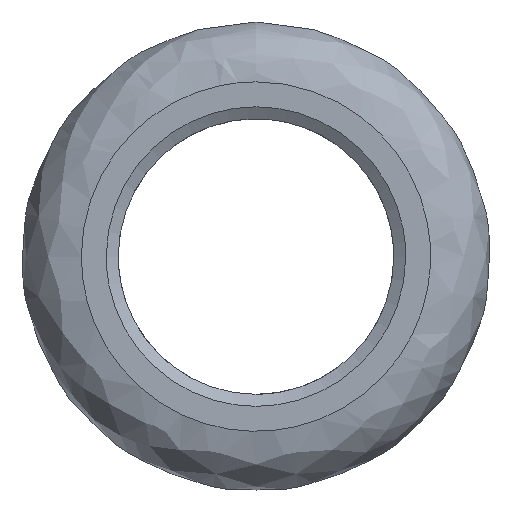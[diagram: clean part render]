
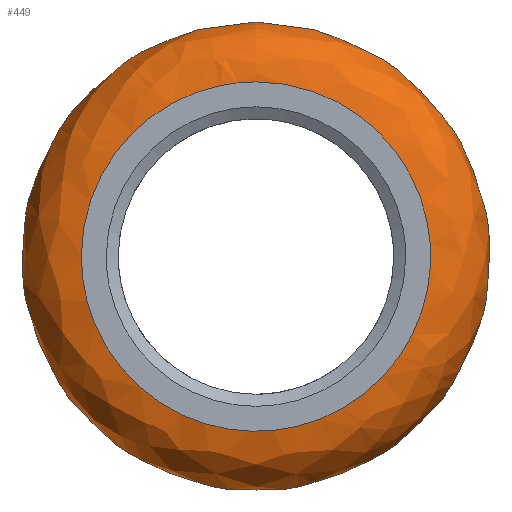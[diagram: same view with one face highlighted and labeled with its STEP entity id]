
A CAD part, left-side view. The second image highlights one B-rep face of the part: STEP entity #449.
In plain terms, the highlighted free-form (B-spline) face has degree [2, 2] with [5, 9] control points.
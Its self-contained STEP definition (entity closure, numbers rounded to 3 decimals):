
#403 = EDGE_CURVE('',#404,#406,#408,.T.);
#404 = VERTEX_POINT('',#405);
#405 = CARTESIAN_POINT('',(0.,8.75,0.));
#406 = VERTEX_POINT('',#407);
#407 = CARTESIAN_POINT('',(0.,0.,8.75));
#408 = ( BOUNDED_CURVE() B_SPLINE_CURVE(2,(#409,#410,#411),
.UNSPECIFIED.,.F.,.F.) B_SPLINE_CURVE_WITH_KNOTS((3,3),(0.,
1.571),.PIECEWISE_BEZIER_KNOTS.) CURVE() 
GEOMETRIC_REPRESENTATION_ITEM() RATIONAL_B_SPLINE_CURVE((1.,
0.707,1.)) REPRESENTATION_ITEM('') );
#409 = CARTESIAN_POINT('',(0.,8.75,0.));
#410 = CARTESIAN_POINT('',(0.,8.75,8.75));
#411 = CARTESIAN_POINT('',(0.,0.,8.75));
#413 = EDGE_CURVE('',#406,#404,#414,.T.);
#414 = ( BOUNDED_CURVE() B_SPLINE_CURVE(2,(#415,#416,#417,#418,#419,#420
,#421),.UNSPECIFIED.,.F.,.F.) B_SPLINE_CURVE_WITH_KNOTS((3,2,2,3),(
    1.571,3.142,4.712,6.283),
.UNSPECIFIED.) CURVE() GEOMETRIC_REPRESENTATION_ITEM() 
RATIONAL_B_SPLINE_CURVE((1.,0.707,1.,0.707,1.,
0.707,1.)) REPRESENTATION_ITEM('') );
#415 = CARTESIAN_POINT('',(0.,0.,8.75));
#416 = CARTESIAN_POINT('',(0.,-8.75,8.75));
#417 = CARTESIAN_POINT('',(0.,-8.75,0.));
#418 = CARTESIAN_POINT('',(0.,-8.75,-8.75));
#419 = CARTESIAN_POINT('',(0.,0.,-8.75));
#420 = CARTESIAN_POINT('',(0.,8.75,-8.75));
#421 = CARTESIAN_POINT('',(0.,8.75,0.));
#449 = ADVANCED_FACE('',(#450),#489,.T.);
#450 = FACE_BOUND('',#451,.T.);
#451 = EDGE_LOOP('',(#452,#462,#472,#478,#486,#487,#488));
#452 = ORIENTED_EDGE('',*,*,#453,.F.);
#453 = EDGE_CURVE('',#454,#456,#458,.T.);
#454 = VERTEX_POINT('',#455);
#455 = CARTESIAN_POINT('',(5.121,10.871,0.));
#456 = VERTEX_POINT('',#457);
#457 = CARTESIAN_POINT('',(5.121,0.,10.871));
#458 = ( BOUNDED_CURVE() B_SPLINE_CURVE(2,(#459,#460,#461),
.UNSPECIFIED.,.F.,.F.) B_SPLINE_CURVE_WITH_KNOTS((3,3),(0.,
1.571),.PIECEWISE_BEZIER_KNOTS.) CURVE() 
GEOMETRIC_REPRESENTATION_ITEM() RATIONAL_B_SPLINE_CURVE((1.,
0.707,1.)) REPRESENTATION_ITEM('') );
#459 = CARTESIAN_POINT('',(5.121,10.871,0.));
#460 = CARTESIAN_POINT('',(5.121,10.871,10.871)
  );
#461 = CARTESIAN_POINT('',(5.121,0.,
    10.871));
#462 = ORIENTED_EDGE('',*,*,#463,.F.);
#463 = EDGE_CURVE('',#464,#454,#466,.T.);
#464 = VERTEX_POINT('',#465);
#465 = CARTESIAN_POINT('',(5.121,-10.871,0.));
#466 = ( BOUNDED_CURVE() B_SPLINE_CURVE(2,(#467,#468,#469,#470,#471),
.UNSPECIFIED.,.F.,.F.) B_SPLINE_CURVE_WITH_KNOTS((3,2,3),(3.142,
4.712,6.283),.PIECEWISE_BEZIER_KNOTS.) CURVE() 
GEOMETRIC_REPRESENTATION_ITEM() RATIONAL_B_SPLINE_CURVE((1.,
0.707,1.,0.707,1.)) REPRESENTATION_ITEM('') );
#467 = CARTESIAN_POINT('',(5.121,-10.871,
    0.));
#468 = CARTESIAN_POINT('',(5.121,-10.871,-10.871
    ));
#469 = CARTESIAN_POINT('',(5.121,0.,
    -10.871));
#470 = CARTESIAN_POINT('',(5.121,10.871,-10.871)
  );
#471 = CARTESIAN_POINT('',(5.121,10.871,
    0.));
#472 = ORIENTED_EDGE('',*,*,#473,.F.);
#473 = EDGE_CURVE('',#456,#464,#474,.T.);
#474 = ( BOUNDED_CURVE() B_SPLINE_CURVE(2,(#475,#476,#477),
.UNSPECIFIED.,.F.,.F.) B_SPLINE_CURVE_WITH_KNOTS((3,3),(1.571,
3.142),.PIECEWISE_BEZIER_KNOTS.) CURVE() 
GEOMETRIC_REPRESENTATION_ITEM() RATIONAL_B_SPLINE_CURVE((1.,
0.707,1.)) REPRESENTATION_ITEM('') );
#475 = CARTESIAN_POINT('',(5.121,0.,
    10.871));
#476 = CARTESIAN_POINT('',(5.121,-10.871,10.871)
  );
#477 = CARTESIAN_POINT('',(5.121,-10.871,
    0.));
#478 = ORIENTED_EDGE('',*,*,#479,.T.);
#479 = EDGE_CURVE('',#456,#406,#480,.T.);
#480 = ( BOUNDED_CURVE() B_SPLINE_CURVE(2,(#481,#482,#483,#484,#485),
.UNSPECIFIED.,.F.,.F.) B_SPLINE_CURVE_WITH_KNOTS((3,2,3),(
-0.785,0.393,1.571),.UNSPECIFIED.) CURVE() 
GEOMETRIC_REPRESENTATION_ITEM() RATIONAL_B_SPLINE_CURVE((1.,
0.831,1.,0.831,1.)) REPRESENTATION_ITEM('') );
#481 = CARTESIAN_POINT('',(5.121,0.,10.871));
#482 = CARTESIAN_POINT('',(3.704,0.,12.289));
#483 = CARTESIAN_POINT('',(1.852,0.,11.522));
#484 = CARTESIAN_POINT('',(0.,0.,10.755));
#485 = CARTESIAN_POINT('',(0.,0.,8.75));
#486 = ORIENTED_EDGE('',*,*,#413,.T.);
#487 = ORIENTED_EDGE('',*,*,#403,.T.);
#488 = ORIENTED_EDGE('',*,*,#479,.F.);
#489 = ( BOUNDED_SURFACE() B_SPLINE_SURFACE(2,2,(
    (#490,#491,#492,#493,#494,#495,#496,#497,#498)
    ,(#499,#500,#501,#502,#503,#504,#505,#506,#507)
    ,(#508,#509,#510,#511,#512,#513,#514,#515,#516)
    ,(#517,#518,#519,#520,#521,#522,#523,#524,#525)
    ,(#526,#527,#528,#529,#530,#531,#532,#533,#534
)),.UNSPECIFIED.,.F.,.T.,.F.) B_SPLINE_SURFACE_WITH_KNOTS((3,2,3),(1,2,2
    ,2,2,2,1),(-1.571,-0.393,0.785),(
    -4.712,-3.142,-1.571,0.,1.571,
    3.142,4.712),.UNSPECIFIED.) 
GEOMETRIC_REPRESENTATION_ITEM() RATIONAL_B_SPLINE_SURFACE((
    (1.,0.707,1.,0.707,1.,0.707,1.
      ,0.707,1.)
    ,(0.831,0.588,0.831,0.588
      ,0.831,0.588,0.831,0.588
      ,0.831)
    ,(1.,0.707,1.,0.707,1.,0.707,1.
      ,0.707,1.)
    ,(0.831,0.588,0.831,0.588
      ,0.831,0.588,0.831,0.588
      ,0.831)
    ,(1.,0.707,1.,0.707,1.,0.707,1.
,0.707,1.))) REPRESENTATION_ITEM('') SURFACE() );
#490 = CARTESIAN_POINT('',(5.121,0.,10.871));
#491 = CARTESIAN_POINT('',(5.121,-10.871,10.871)
  );
#492 = CARTESIAN_POINT('',(5.121,-10.871,0.));
#493 = CARTESIAN_POINT('',(5.121,-10.871,-10.871
    ));
#494 = CARTESIAN_POINT('',(5.121,0.,-10.871));
#495 = CARTESIAN_POINT('',(5.121,10.871,-10.871)
  );
#496 = CARTESIAN_POINT('',(5.121,10.871,0.));
#497 = CARTESIAN_POINT('',(5.121,10.871,10.871)
  );
#498 = CARTESIAN_POINT('',(5.121,0.,10.871));
#499 = CARTESIAN_POINT('',(3.704,0.,12.289));
#500 = CARTESIAN_POINT('',(3.704,-12.289,12.289
    ));
#501 = CARTESIAN_POINT('',(3.704,-12.289,0.));
#502 = CARTESIAN_POINT('',(3.704,-12.289,
    -12.289));
#503 = CARTESIAN_POINT('',(3.704,0.,-12.289));
#504 = CARTESIAN_POINT('',(3.704,12.289,-12.289
    ));
#505 = CARTESIAN_POINT('',(3.704,12.289,0.));
#506 = CARTESIAN_POINT('',(3.704,12.289,12.289)
  );
#507 = CARTESIAN_POINT('',(3.704,0.,12.289));
#508 = CARTESIAN_POINT('',(1.852,0.,11.522));
#509 = CARTESIAN_POINT('',(1.852,-11.522,
    11.522));
#510 = CARTESIAN_POINT('',(1.852,-11.522,0.));
#511 = CARTESIAN_POINT('',(1.852,-11.522,
    -11.522));
#512 = CARTESIAN_POINT('',(1.852,0.,-11.522));
#513 = CARTESIAN_POINT('',(1.852,11.522,
    -11.522));
#514 = CARTESIAN_POINT('',(1.852,11.522,0.));
#515 = CARTESIAN_POINT('',(1.852,11.522,
    11.522));
#516 = CARTESIAN_POINT('',(1.852,0.,11.522));
#517 = CARTESIAN_POINT('',(0.,0.,10.755));
#518 = CARTESIAN_POINT('',(0.,-10.755,
    10.755));
#519 = CARTESIAN_POINT('',(0.,-10.755,0.));
#520 = CARTESIAN_POINT('',(0.,-10.755,
    -10.755));
#521 = CARTESIAN_POINT('',(0.,0.,-10.755));
#522 = CARTESIAN_POINT('',(0.,10.755,
    -10.755));
#523 = CARTESIAN_POINT('',(0.,10.755,0.));
#524 = CARTESIAN_POINT('',(0.,10.755,
    10.755));
#525 = CARTESIAN_POINT('',(0.,0.,10.755));
#526 = CARTESIAN_POINT('',(0.,0.,8.75));
#527 = CARTESIAN_POINT('',(0.,-8.75,8.75));
#528 = CARTESIAN_POINT('',(0.,-8.75,0.));
#529 = CARTESIAN_POINT('',(0.,-8.75,-8.75));
#530 = CARTESIAN_POINT('',(0.,0.,-8.75));
#531 = CARTESIAN_POINT('',(0.,8.75,-8.75));
#532 = CARTESIAN_POINT('',(0.,8.75,0.));
#533 = CARTESIAN_POINT('',(0.,8.75,8.75));
#534 = CARTESIAN_POINT('',(0.,0.,8.75));
